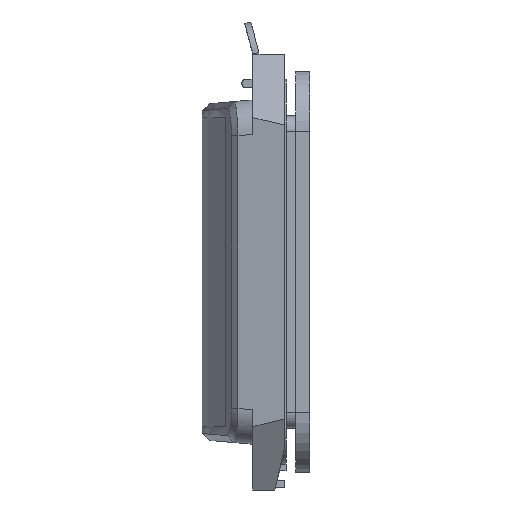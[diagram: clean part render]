
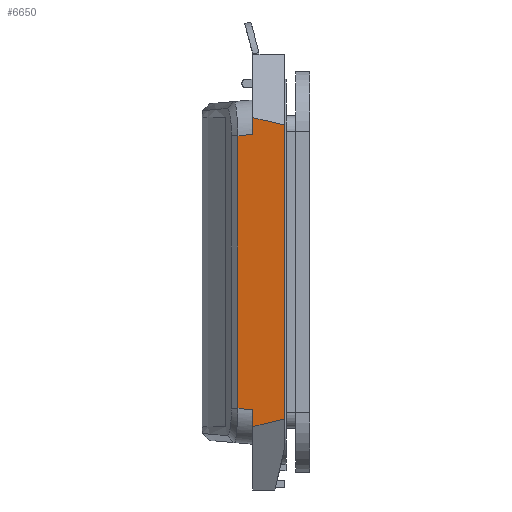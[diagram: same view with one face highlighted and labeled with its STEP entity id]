
A CAD part, left-side view. The second image highlights one B-rep face of the part: STEP entity #6650.
In plain terms, the highlighted planar face has unit normal (-0.99, 0.139, 0).
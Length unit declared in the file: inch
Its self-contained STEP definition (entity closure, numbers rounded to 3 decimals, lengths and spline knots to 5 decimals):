
#18 = EDGE_CURVE ( 'NONE', #3611, #6211, #7344, .T. ) ;
#19 = EDGE_CURVE ( 'NONE', #7005, #6211, #5902, .T. ) ;
#89 = CARTESIAN_POINT ( 'NONE',  ( -4.8784, 0.3837, 1.72398 ) ) ;
#223 = DIRECTION ( 'NONE',  ( -0.135, -0.963, -0.234 ) ) ;
#429 = VECTOR ( 'NONE', #5137, 39.37008 ) ;
#698 = CARTESIAN_POINT ( 'NONE',  ( -4.83976, 0.65864, 1.69993 ) ) ;
#835 = EDGE_LOOP ( 'NONE', ( #3976, #1508, #5893, #6245, #4647, #7322, #1487, #7587 ) ) ;
#1012 = VECTOR ( 'NONE', #5159, 39.37008 ) ;
#1041 = DIRECTION ( 'NONE',  ( 0., 0., 1. ) ) ;
#1231 = VERTEX_POINT ( 'NONE', #6747 ) ;
#1454 = LINE ( 'NONE', #3362, #1012 ) ;
#1475 = DIRECTION ( 'NONE',  ( 0.139, 0.987, -0.086 ) ) ;
#1487 = ORIENTED_EDGE ( 'NONE', *, *, #19, .F. ) ;
#1508 = ORIENTED_EDGE ( 'NONE', *, *, #7263, .T. ) ;
#1549 = CARTESIAN_POINT ( 'NONE',  ( -4.86593, 0.47244, -1.83061 ) ) ;
#1718 = CARTESIAN_POINT ( 'NONE',  ( -4.86593, 0.47244, -1.92644 ) ) ;
#1790 = VECTOR ( 'NONE', #3133, 39.37008 ) ;
#2029 = VECTOR ( 'NONE', #5460, 39.37008 ) ;
#2095 = VERTEX_POINT ( 'NONE', #1718 ) ;
#2179 = EDGE_CURVE ( 'NONE', #2095, #3611, #5805, .T. ) ;
#2653 = PLANE ( 'NONE',  #7992 ) ;
#3133 = DIRECTION ( 'NONE',  ( 0., 0., -1. ) ) ;
#3362 = CARTESIAN_POINT ( 'NONE',  ( -4.86593, 0.47244, -1.83061 ) ) ;
#3416 = LINE ( 'NONE', #7993, #2029 ) ;
#3417 = CARTESIAN_POINT ( 'NONE',  ( -4.83976, 0.65864, -1.69993 ) ) ;
#3469 = FACE_OUTER_BOUND ( 'NONE', #835, .T. ) ;
#3542 = EDGE_CURVE ( 'NONE', #1231, #6862, #7168, .T. ) ;
#3611 = VERTEX_POINT ( 'NONE', #7135 ) ;
#3658 = EDGE_CURVE ( 'NONE', #7035, #7248, #3416, .T. ) ;
#3677 = CARTESIAN_POINT ( 'NONE',  ( -4.86593, 0.47244, -1.71622 ) ) ;
#3949 = DIRECTION ( 'NONE',  ( -0.99, 0.139, 0. ) ) ;
#3958 = CARTESIAN_POINT ( 'NONE',  ( -4.92126, 0.07874, 1.83061 ) ) ;
#3976 = ORIENTED_EDGE ( 'NONE', *, *, #3542, .T. ) ;
#4087 = CARTESIAN_POINT ( 'NONE',  ( -4.86593, 0.47244, 1.92644 ) ) ;
#4138 = DIRECTION ( 'NONE',  ( 0., 0., 1. ) ) ;
#4465 = CARTESIAN_POINT ( 'NONE',  ( -4.92126, 0.07874, -1.83061 ) ) ;
#4647 = ORIENTED_EDGE ( 'NONE', *, *, #2179, .T. ) ;
#4683 = VECTOR ( 'NONE', #1475, 39.37008 ) ;
#5089 = CARTESIAN_POINT ( 'NONE',  ( -4.83976, 0.65864, -1.83061 ) ) ;
#5137 = DIRECTION ( 'NONE',  ( -0.135, -0.963, 0.234 ) ) ;
#5159 = DIRECTION ( 'NONE',  ( 0., 0., -1. ) ) ;
#5313 = CARTESIAN_POINT ( 'NONE',  ( -4.86998, 0.44361, 1.91943 ) ) ;
#5333 = EDGE_CURVE ( 'NONE', #7005, #1231, #7249, .T. ) ;
#5460 = DIRECTION ( 'NONE',  ( -0.139, -0.987, -0.086 ) ) ;
#5805 = LINE ( 'NONE', #4465, #429 ) ;
#5893 = ORIENTED_EDGE ( 'NONE', *, *, #3658, .T. ) ;
#5902 = LINE ( 'NONE', #5313, #6827 ) ;
#6211 = VERTEX_POINT ( 'NONE', #3958 ) ;
#6245 = ORIENTED_EDGE ( 'NONE', *, *, #7880, .T. ) ;
#6293 = VECTOR ( 'NONE', #1041, 39.37008 ) ;
#6650 = ADVANCED_FACE ( 'NONE', ( #3469 ), #2653, .T. ) ;
#6733 = CARTESIAN_POINT ( 'NONE',  ( -4.92126, 0.07874, -1.83061 ) ) ;
#6747 = CARTESIAN_POINT ( 'NONE',  ( -4.86593, 0.47244, 1.71622 ) ) ;
#6827 = VECTOR ( 'NONE', #223, 39.37008 ) ;
#6862 = VERTEX_POINT ( 'NONE', #698 ) ;
#7003 = LINE ( 'NONE', #5089, #1790 ) ;
#7005 = VERTEX_POINT ( 'NONE', #4087 ) ;
#7035 = VERTEX_POINT ( 'NONE', #3417 ) ;
#7095 = VECTOR ( 'NONE', #7910, 39.37008 ) ;
#7135 = CARTESIAN_POINT ( 'NONE',  ( -4.92126, 0.07874, -1.83061 ) ) ;
#7168 = LINE ( 'NONE', #89, #4683 ) ;
#7248 = VERTEX_POINT ( 'NONE', #3677 ) ;
#7249 = LINE ( 'NONE', #1549, #7095 ) ;
#7263 = EDGE_CURVE ( 'NONE', #6862, #7035, #7003, .T. ) ;
#7322 = ORIENTED_EDGE ( 'NONE', *, *, #18, .T. ) ;
#7344 = LINE ( 'NONE', #6733, #6293 ) ;
#7587 = ORIENTED_EDGE ( 'NONE', *, *, #5333, .T. ) ;
#7727 = CARTESIAN_POINT ( 'NONE',  ( -4.92126, 0.07874, -1.83061 ) ) ;
#7880 = EDGE_CURVE ( 'NONE', #7248, #2095, #1454, .T. ) ;
#7910 = DIRECTION ( 'NONE',  ( 0., 0., -1. ) ) ;
#7992 = AXIS2_PLACEMENT_3D ( 'NONE', #7727, #3949, #4138 ) ;
#7993 = CARTESIAN_POINT ( 'NONE',  ( -4.92222, 0.07193, -1.75126 ) ) ;
